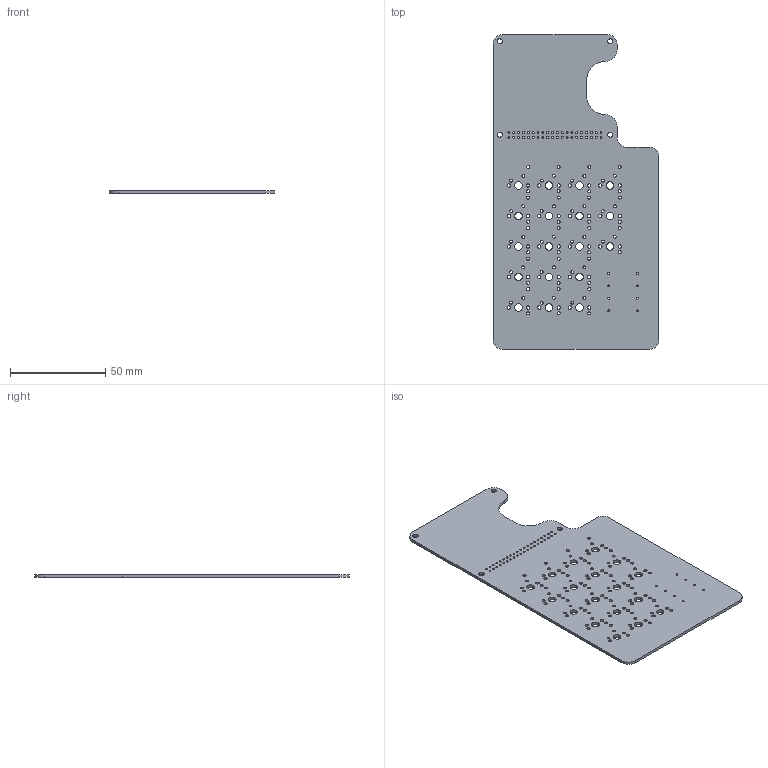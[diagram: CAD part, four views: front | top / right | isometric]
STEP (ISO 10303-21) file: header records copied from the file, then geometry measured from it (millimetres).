
FILE_DESCRIPTION(('KiCad electronic assembly'),'2;1');
FILE_NAME('PiPhoneV0.step','2025-06-26T12:49:12',('Pcbnew'),('Kicad'), 'Open CASCADE STEP processor 7.5','KiCad to STEP converter','Unknown' );
FILE_SCHEMA(('AUTOMOTIVE_DESIGN { 1 0 10303 214 1 1 1 1 }'));
Length unit declared in the file: millimetre
Products named in the file (2): PiPhoneV0 1; PiPhoneV0_PCB
Assembly tree (1 placements, depth 2):
  PiPhoneV0 1
    PiPhoneV0_PCB
Bounding box: 87 x 165 x 1.51 mm (x, y, z)
Volume: 18279.5 mm3; surface area: 26429.2 mm2
Topology: 1 solids, 1 shells, 199 faces, 591 edges, 394 vertices
Faces by surface type: cylinder 188, plane 11
Full cylindrical faces by diameter (mm): 1 x48, 1.5 x36, 1.6 x36, 1.75 x36, 2.7 x4, 4 x18
Entity records: 7641 total; most frequent: DIRECTION 1369, CARTESIAN_POINT 1186, ORIENTED_EDGE 1182, EDGE_CURVE 591, AXIS2_PLACEMENT_3D 577, FACE_BOUND 555, EDGE_LOOP 555, VERTEX_POINT 394
